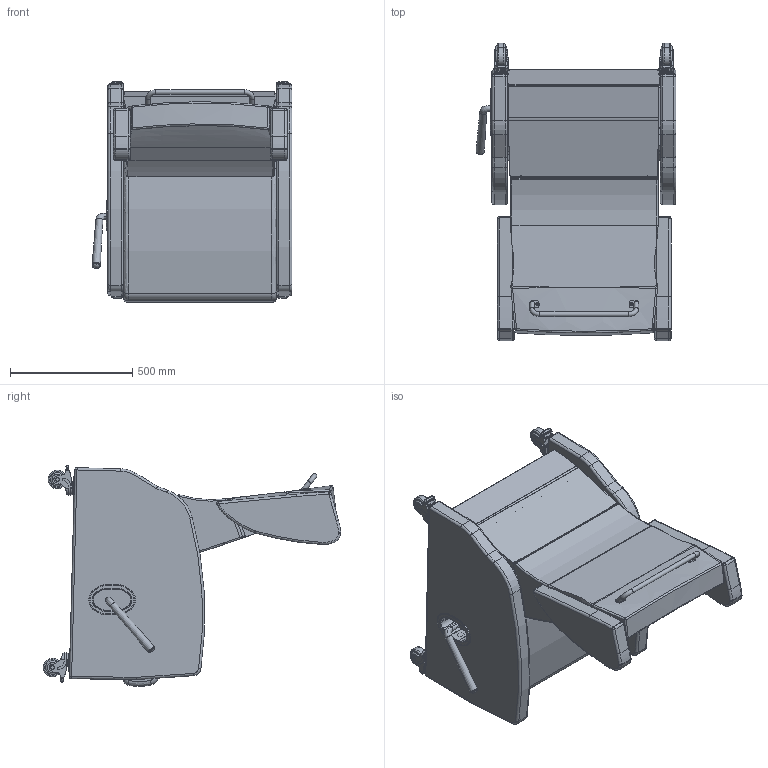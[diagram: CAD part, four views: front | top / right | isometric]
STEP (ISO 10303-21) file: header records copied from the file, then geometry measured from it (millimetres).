
FILE_DESCRIPTION(/* description */ (''),/* implementation_level */ '2;1');
FILE_NAME(/* name */ 'E2017F.stp',/* time_stamp */ '2017-09-13T07:53:34-04:00',/* author */ ('emehringer'),/* organization */ (''),/* preprocessor_version */ 'ST-DEVELOPER v16.5',/* originating_system */ 'Autodesk Inventor 2017',/* authorisation */ '');
FILE_SCHEMA (('AUTOMOTIVE_DESIGN { 1 0 10303 214 3 1 1 }'));
Length unit declared in the file: inch
Products named in the file (29): E2017F; UBACK 2010; UBACK 2010_1; UPHOLSTERED WING-1; PB3; PUSH BAR 17.625; PUSH BAR 17.625_1; PUSH BAR 17.625 right side; 1420X1.5 PSHPB; 4000 UKP; 4000 USEAT; EC4017 UKO; EV7070 UBACK FLAP; BEZEL-1; HDL 3000 BLK; HDL 3000 BLKPLASTIC; HDL 3000 BLK METAL; E3010 FARM L; E3010 FARM R; CAST COL 4inSLB; _NG-03AMP-125-TL-TP01_fork; _TP01_Next Generation Series_0; _NG-03QDP-125-SW-TP01_rivet; _NG-03AMP-125-TL-TP01_wheel_core; _NG-03AMP-125-TL-TP01_wheel_tread; _NG-03AMP-125-TL-TP01_wheel_guard; _NG-03AMP-125-TL-TP01_wheel_tguard; _NG-03AMP-125-TL-TP01_cap; 7000-2 CON PLT
Assembly tree (34 placements, depth 5):
  E2017F
    UBACK 2010
      UBACK 2010_1
      UPHOLSTERED WING-1  x2
      PB3
        PUSH BAR 17.625
          PUSH BAR 17.625_1
          PUSH BAR 17.625 right side
        1420X1.5 PSHPB  x2
    4000 UKP
    4000 USEAT
    EC4017 UKO
    EV7070 UBACK FLAP
    BEZEL-1
    HDL 3000 BLK
      HDL 3000 BLKPLASTIC
      HDL 3000 BLK METAL
    E3010 FARM L
    E3010 FARM R
    CAST COL 4inSLB  x4
      _NG-03AMP-125-TL-TP01_fork
      _TP01_Next Generation Series_0
      _NG-03QDP-125-SW-TP01_rivet
      _NG-03AMP-125-TL-TP01_wheel_core
      _NG-03AMP-125-TL-TP01_wheel_tread
      _NG-03AMP-125-TL-TP01_wheel_guard
      _NG-03AMP-125-TL-TP01_wheel_tguard
      _NG-03AMP-125-TL-TP01_cap
    7000-2 CON PLT
Bounding box: 817.22 x 1216.82 x 902.36 mm (x, y, z)
Volume: 186666659.9 mm3; surface area: 6517797.6 mm2
Topology: 53 solids, 63 shells, 1452 faces, 3424 edges, 2133 vertices
Faces by surface type: cylinder 634, plane 492, torus 197, bspline 60, cone 36, sphere 33
Full cylindrical faces by diameter (mm): 5.556 x4, 5.953 x1, 6.35 x10, 7.938 x2, 9.525 x2, 11.989 x4, 12.497 x2, 14.877 x4, 15.062 x4, 15.24 x8, 19.05 x3, 19.075 x4, 25.4 x4, 31.75 x1, 38.049 x4, 44.298 x4, 52.273 x4, 55.372 x8, 57.15 x8, 76.2 x4
Entity records: 32567 total; most frequent: CARTESIAN_POINT 12762, DIRECTION 4298, ORIENTED_EDGE 3674, EDGE_CURVE 1837, AXIS2_PLACEMENT_3D 1768, VERTEX_POINT 1147, EDGE_LOOP 948, CIRCLE 876
